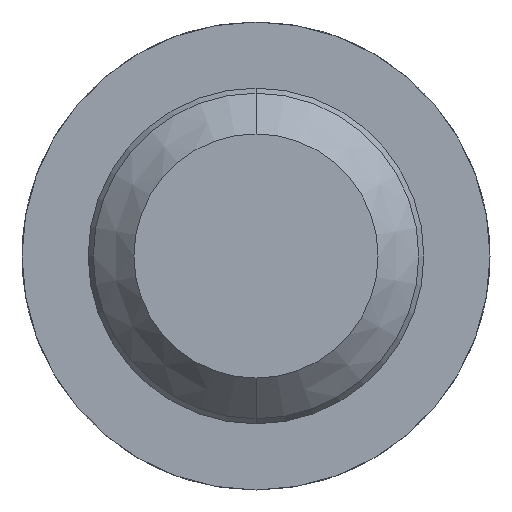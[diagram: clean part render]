
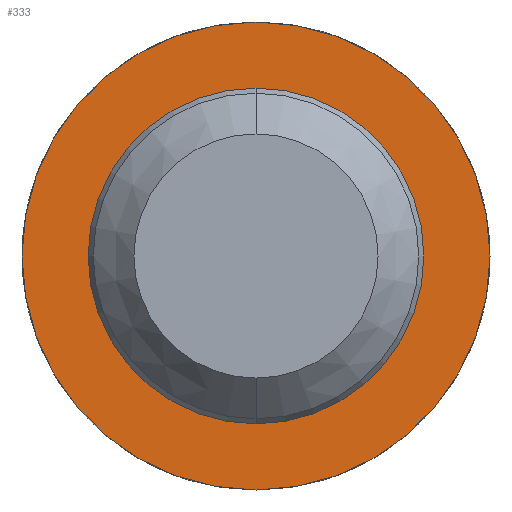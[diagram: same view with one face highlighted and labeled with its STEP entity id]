
A CAD part, front view. The second image highlights one B-rep face of the part: STEP entity #333.
In plain terms, the highlighted planar face has unit normal (0, -1, 0).
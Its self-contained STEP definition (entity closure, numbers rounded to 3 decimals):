
#74 = CIRCLE ( 'NONE', #1414, 0.825 ) ;
#89 = ORIENTED_EDGE ( 'NONE', *, *, #4052, .T. ) ;
#123 = EDGE_LOOP ( 'NONE', ( #3888, #4169 ) ) ;
#176 = DIRECTION ( 'NONE',  ( 0., -1., 0. ) ) ;
#177 = CARTESIAN_POINT ( 'NONE',  ( 0., 11., 0.825 ) ) ;
#243 = CARTESIAN_POINT ( 'NONE',  ( 0., 11., 0. ) ) ;
#333 = ADVANCED_FACE ( 'Defeature ausgef�hrt3_8', ( #3735, #2127 ), #1385, .T. ) ;
#357 = DIRECTION ( 'NONE',  ( 0., 0., -1. ) ) ;
#459 = VERTEX_POINT ( 'NONE', #3659 ) ;
#827 = AXIS2_PLACEMENT_3D ( 'NONE', #2975, #1196, #1917 ) ;
#856 = ORIENTED_EDGE ( 'NONE', *, *, #3493, .T. ) ;
#930 = CARTESIAN_POINT ( 'NONE',  ( 0., 11., 0. ) ) ;
#1165 = DIRECTION ( 'NONE',  ( 0., -1., 0. ) ) ;
#1196 = DIRECTION ( 'NONE',  ( 0., -1., 0. ) ) ;
#1385 = PLANE ( 'NONE',  #4196 ) ;
#1414 = AXIS2_PLACEMENT_3D ( 'NONE', #1871, #1165, #1512 ) ;
#1512 = DIRECTION ( 'NONE',  ( 0., 0., -1. ) ) ;
#1575 = EDGE_CURVE ( 'Defeature ausgef�hrt3_7+Defeature ausgef�hrt3_8+Defeature ausgef�hrt3_8+Defeature ausgef�hrt3_8', #4048, #3074, #4504, .T. ) ;
#1629 = CIRCLE ( 'NONE', #3158, 1.15 ) ;
#1871 = CARTESIAN_POINT ( 'NONE',  ( 0., 11., 0. ) ) ;
#1917 = DIRECTION ( 'NONE',  ( 0., 0., -1. ) ) ;
#1980 = CARTESIAN_POINT ( 'NONE',  ( 0., 11., -0.825 ) ) ;
#2000 = DIRECTION ( 'NONE',  ( 0., -1., 0. ) ) ;
#2127 = FACE_BOUND ( 'NONE', #123, .T. ) ;
#2346 = CARTESIAN_POINT ( 'NONE',  ( 0.825, 11., 0. ) ) ;
#2384 = EDGE_LOOP ( 'NONE', ( #856, #89 ) ) ;
#2814 = DIRECTION ( 'NONE',  ( 0., -1., 0. ) ) ;
#2975 = CARTESIAN_POINT ( 'NONE',  ( 0., 11., 0. ) ) ;
#3074 = VERTEX_POINT ( 'NONE', #177 ) ;
#3158 = AXIS2_PLACEMENT_3D ( 'NONE', #930, #176, #4433 ) ;
#3194 = AXIS2_PLACEMENT_3D ( 'NONE', #243, #2000, #3761 ) ;
#3340 = EDGE_CURVE ( 'Defeature ausgef�hrt3_7+Defeature ausgef�hrt3_8+Defeature ausgef�hrt3_8+Defeature ausgef�hrt3_8', #3074, #4048, #74, .T. ) ;
#3493 = EDGE_CURVE ( 'Defeature ausgef�hrt3_8+Defeature ausgef�hrt3_9+Defeature ausgef�hrt3_9+Defeature ausgef�hrt3_9', #4185, #459, #4503, .T. ) ;
#3659 = CARTESIAN_POINT ( 'NONE',  ( 0., 11., 1.15 ) ) ;
#3735 = FACE_OUTER_BOUND ( 'NONE', #2384, .T. ) ;
#3758 = CARTESIAN_POINT ( 'NONE',  ( 0., 11., -1.15 ) ) ;
#3761 = DIRECTION ( 'NONE',  ( 0., 0., -1. ) ) ;
#3888 = ORIENTED_EDGE ( 'NONE', *, *, #1575, .F. ) ;
#4048 = VERTEX_POINT ( 'NONE', #1980 ) ;
#4052 = EDGE_CURVE ( 'Defeature ausgef�hrt3_8+Defeature ausgef�hrt3_9+Defeature ausgef�hrt3_9+Defeature ausgef�hrt3_9', #459, #4185, #1629, .T. ) ;
#4169 = ORIENTED_EDGE ( 'NONE', *, *, #3340, .F. ) ;
#4185 = VERTEX_POINT ( 'NONE', #3758 ) ;
#4196 = AXIS2_PLACEMENT_3D ( 'NONE', #2346, #2814, #357 ) ;
#4433 = DIRECTION ( 'NONE',  ( 0., 0., -1. ) ) ;
#4503 = CIRCLE ( 'NONE', #3194, 1.15 ) ;
#4504 = CIRCLE ( 'NONE', #827, 0.825 ) ;
